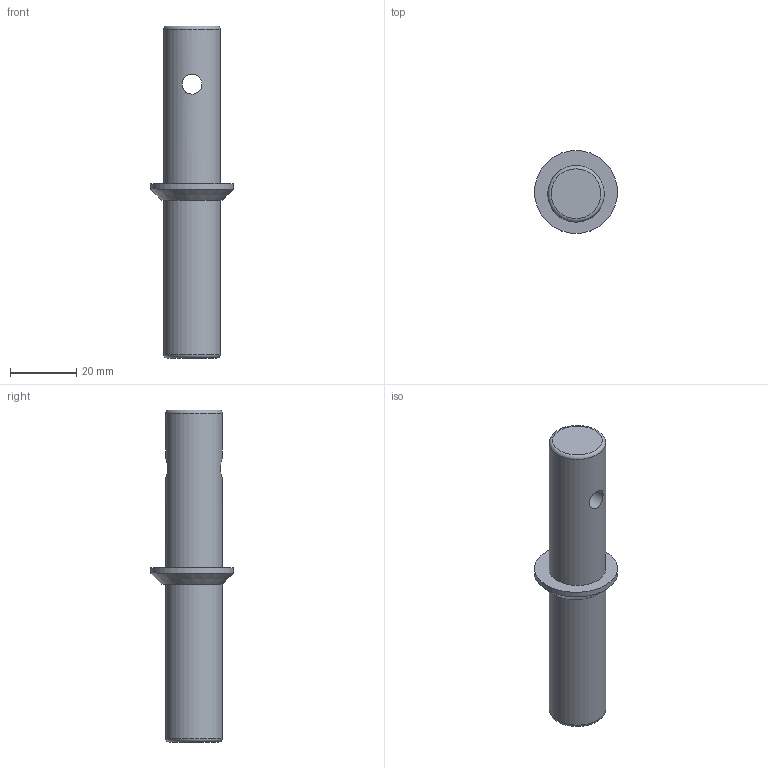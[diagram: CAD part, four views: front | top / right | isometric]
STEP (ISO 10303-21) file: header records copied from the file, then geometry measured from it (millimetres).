
FILE_DESCRIPTION(('FreeCAD Model'),'2;1');
FILE_NAME('Open CASCADE Shape Model','2025-02-20T10:46:37',(''),(''), 'Open CASCADE STEP processor 7.8','FreeCAD','Unknown');
FILE_SCHEMA(('AUTOMOTIVE_DESIGN { 1 0 10303 214 1 1 1 1 }'));
Length unit declared in the file: millimetre
Products named in the file (1): Body
Bounding box: 25 x 25 x 100 mm (x, y, z)
Volume: 21166.4 mm3; surface area: 8578.3 mm2
Topology: 1 solids, 1 shells, 241 faces, 483 edges, 246 vertices
Faces by surface type: bspline 171, cylinder 61, plane 5, torus 2, cone 2
Full cylindrical faces by diameter (mm): 5.35 x56, 6 x1, 17 x2, 25 x1
Entity records: 28217 total; most frequent: CARTESIAN_POINT 24654, ORIENTED_EDGE 964, EDGE_CURVE 482, B_SPLINE_CURVE_WITH_KNOTS 402, FACE_BOUND 246, EDGE_LOOP 246, VERTEX_POINT 246, ADVANCED_FACE 241
